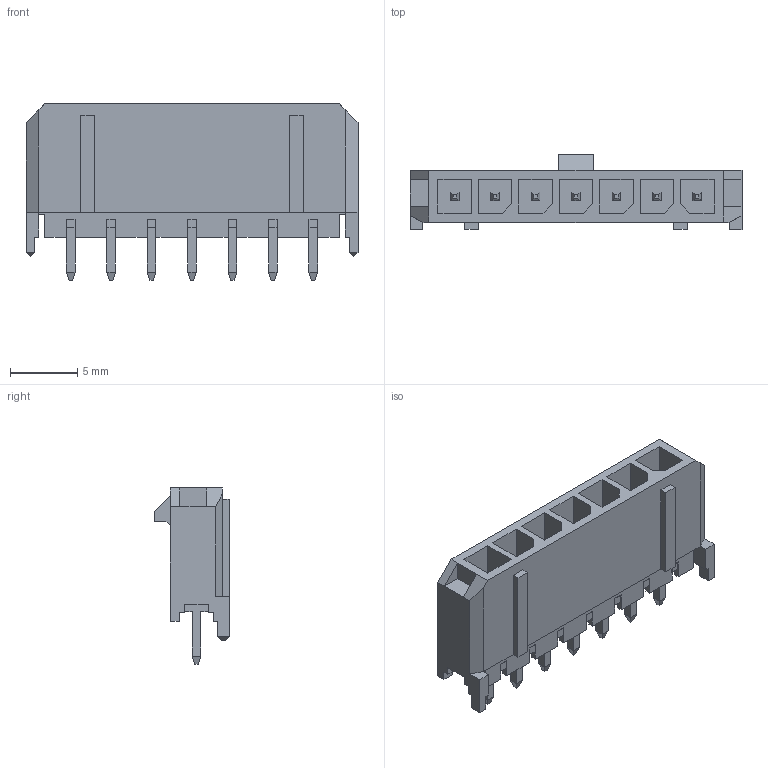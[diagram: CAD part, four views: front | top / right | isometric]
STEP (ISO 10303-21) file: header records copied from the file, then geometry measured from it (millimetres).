
FILE_DESCRIPTION((''),'2;1');
FILE_NAME('436500727','2013-12-20T',('me'),(''),'PRO/ENGINEER BY PARAMETRIC TECHNOLOGY CORPORATION, 2011490','PRO/ENGINEER BY PARAMETRIC TECHNOLOGY CORPORATION, 2011490','');
FILE_SCHEMA(('CONFIG_CONTROL_DESIGN'));
Length unit declared in the file: millimetre
Products named in the file (1): 436500727
Bounding box: 24.64 x 5.61 x 13.08 mm (x, y, z)
Volume: 601 mm3; surface area: 1457.7 mm2
Topology: 2 solids, 2 shells, 395 faces, 1044 edges, 668 vertices
Faces by surface type: plane 394, cylinder 1
Entity records: 11866 total; most frequent: CARTESIAN_POINT 2090, ORIENTED_EDGE 2052, DIRECTION 1856, EDGE_CURVE 1026, VECTOR 1024, LINE 1024, VERTEX_POINT 650, AXIS2_PLACEMENT_3D 416
